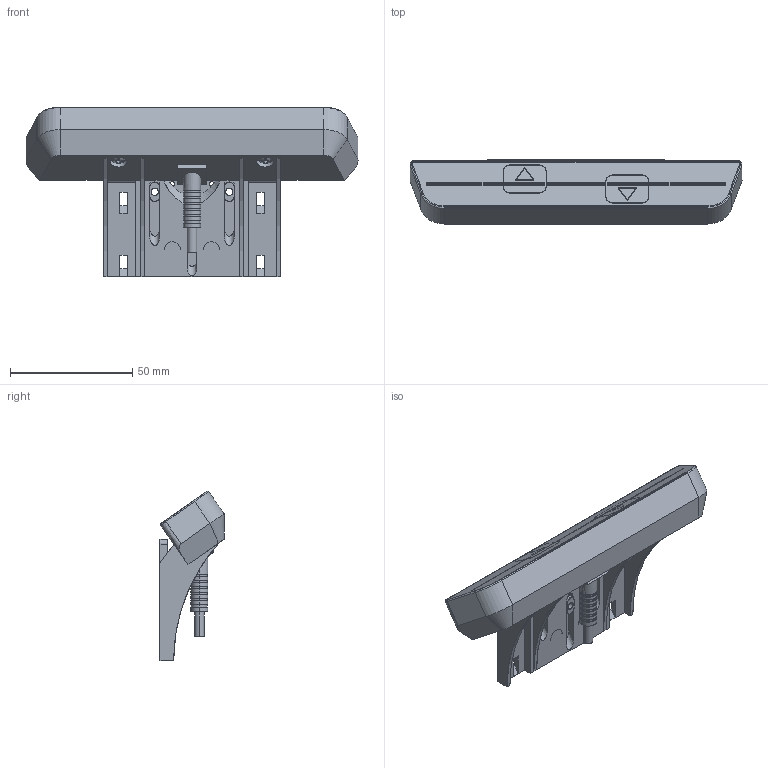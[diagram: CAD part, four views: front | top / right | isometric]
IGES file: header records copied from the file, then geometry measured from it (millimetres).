
Start section: SolidWorks IGES file using analytic representation for surfaces
Global section: file name: HSU-Varioline.IGS; native system: SolidWorks 2012; preprocessor: SolidWorks 2012; author: Rohlfing; date: 140415.111457; units: millimetre
Bounding box: 135.8 x 26.22 x 69.4 mm (x, y, z)
Surface area: 26642.1 mm2 (no closed solid volume)
Topology: 0 solids, 0 shells, 294 faces, 4338 edges, 4335 vertices
Faces by surface type: bspline 177, revolution 117
